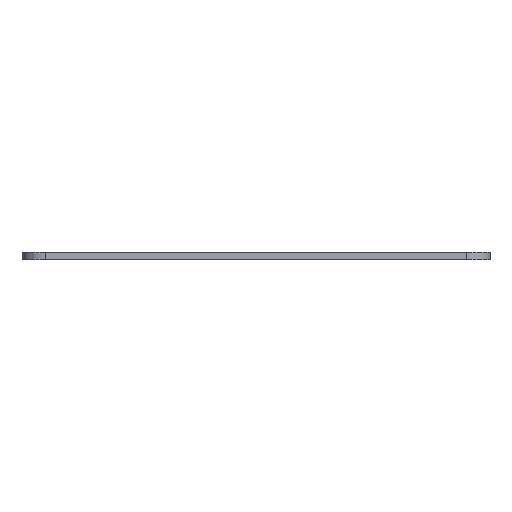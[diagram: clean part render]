
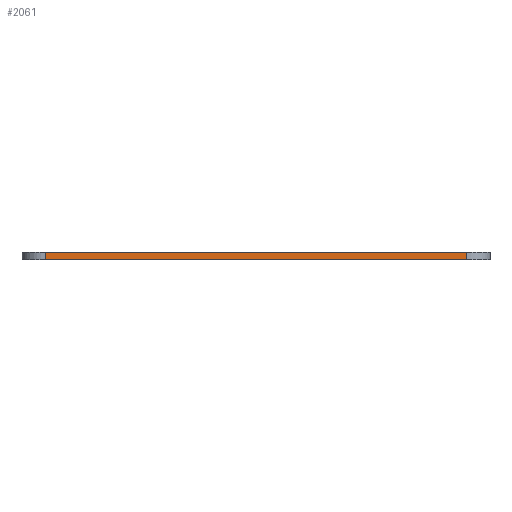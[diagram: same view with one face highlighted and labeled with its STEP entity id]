
A CAD part, left-side view. The second image highlights one B-rep face of the part: STEP entity #2061.
In plain terms, the highlighted planar face has unit normal (-1, 0, 0).
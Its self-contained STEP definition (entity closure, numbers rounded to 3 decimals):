
#47=PLANE('',#2235);
#103=FACE_OUTER_BOUND('',#224,.T.);
#224=EDGE_LOOP('',(#1497,#1498,#1499,#1500));
#348=LINE('',#3043,#556);
#398=LINE('',#3242,#606);
#399=LINE('',#3245,#607);
#400=LINE('',#3246,#608);
#556=VECTOR('',#2410,10.);
#606=VECTOR('',#2562,10.);
#607=VECTOR('',#2565,10.);
#608=VECTOR('',#2566,10.);
#870=VERTEX_POINT('',#3040);
#871=VERTEX_POINT('',#3042);
#968=VERTEX_POINT('',#3238);
#970=VERTEX_POINT('',#3244);
#1080=EDGE_CURVE('',#870,#871,#348,.T.);
#1180=EDGE_CURVE('',#871,#968,#398,.T.);
#1181=EDGE_CURVE('',#970,#870,#399,.T.);
#1182=EDGE_CURVE('',#968,#970,#400,.T.);
#1497=ORIENTED_EDGE('',*,*,#1180,.F.);
#1498=ORIENTED_EDGE('',*,*,#1080,.F.);
#1499=ORIENTED_EDGE('',*,*,#1181,.F.);
#1500=ORIENTED_EDGE('',*,*,#1182,.F.);
#2061=ADVANCED_FACE('',(#103),#47,.T.);
#2235=AXIS2_PLACEMENT_3D('',#3243,#2563,#2564);
#2410=DIRECTION('',(0.,1.,0.));
#2562=DIRECTION('',(0.,0.,1.));
#2563=DIRECTION('center_axis',(-1.,0.,0.));
#2564=DIRECTION('ref_axis',(0.,-1.,0.));
#2565=DIRECTION('',(0.,0.,-1.));
#2566=DIRECTION('',(0.,-1.,0.));
#3040=CARTESIAN_POINT('',(-11.915,-83.79,0.));
#3042=CARTESIAN_POINT('',(-11.915,6.21,0.));
#3043=CARTESIAN_POINT('',(-11.915,-88.79,0.));
#3238=CARTESIAN_POINT('',(-11.915,6.21,1.5));
#3242=CARTESIAN_POINT('',(-11.915,6.21,0.));
#3243=CARTESIAN_POINT('Origin',(-11.915,11.21,0.));
#3244=CARTESIAN_POINT('',(-11.915,-83.79,1.5));
#3245=CARTESIAN_POINT('',(-11.915,-83.79,0.));
#3246=CARTESIAN_POINT('',(-11.915,-88.79,1.5));
